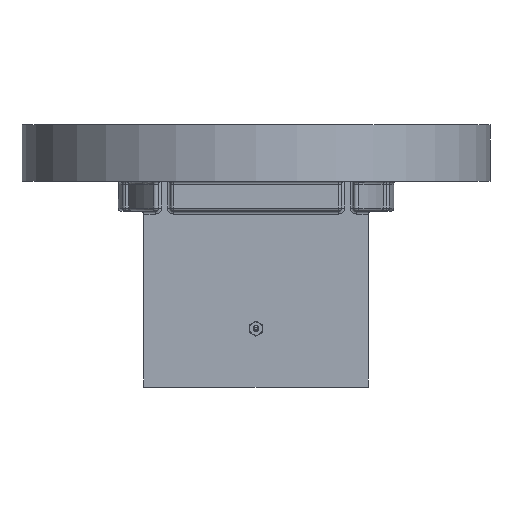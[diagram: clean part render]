
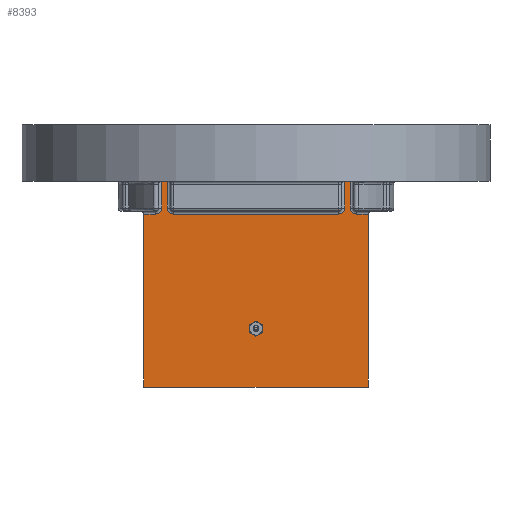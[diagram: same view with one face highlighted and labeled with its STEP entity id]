
A CAD part, front view. The second image highlights one B-rep face of the part: STEP entity #8393.
In plain terms, the highlighted planar face has unit normal (0, -1, 0).
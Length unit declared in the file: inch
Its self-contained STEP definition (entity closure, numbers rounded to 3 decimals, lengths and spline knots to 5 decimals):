
#169 = DIRECTION ( 'NONE',  ( 0., -1., 0. ) ) ;
#217 = ORIENTED_EDGE ( 'NONE', *, *, #3999, .F. ) ;
#280 = CARTESIAN_POINT ( 'NONE',  ( 0.651, -0.376, -0.375 ) ) ;
#389 = DIRECTION ( 'NONE',  ( 0., 0., -1. ) ) ;
#399 = DIRECTION ( 'NONE',  ( 0., -1., 0. ) ) ;
#432 = DIRECTION ( 'NONE',  ( 1., 0., 0. ) ) ;
#527 = VECTOR ( 'NONE', #2970, 39.37008 ) ;
#563 = CARTESIAN_POINT ( 'NONE',  ( -0.591, -0.376, -1.75 ) ) ;
#576 = ORIENTED_EDGE ( 'NONE', *, *, #5914, .T. ) ;
#610 = CARTESIAN_POINT ( 'NONE',  ( -0.631, -0.376, -1.75 ) ) ;
#645 = LINE ( 'NONE', #5426, #1226 ) ;
#912 = VECTOR ( 'NONE', #3609, 39.37008 ) ;
#947 = AXIS2_PLACEMENT_3D ( 'NONE', #1880, #3914, #389 ) ;
#987 = LINE ( 'NONE', #6493, #5372 ) ;
#1069 = EDGE_CURVE ( 'NONE', #1330, #5813, #4883, .T. ) ;
#1088 = CARTESIAN_POINT ( 'NONE',  ( 0.751, -0.376, -1.75 ) ) ;
#1202 = AXIS2_PLACEMENT_3D ( 'NONE', #7826, #8458, #5075 ) ;
#1226 = VECTOR ( 'NONE', #4038, 39.37008 ) ;
#1330 = VERTEX_POINT ( 'NONE', #1088 ) ;
#1334 = EDGE_CURVE ( 'NONE', #2268, #2957, #3319, .T. ) ;
#1341 = ORIENTED_EDGE ( 'NONE', *, *, #4751, .T. ) ;
#1346 = EDGE_CURVE ( 'NONE', #8084, #2289, #5702, .T. ) ;
#1464 = PLANE ( 'NONE',  #1646 ) ;
#1513 = DIRECTION ( 'NONE',  ( 0., -1., 0. ) ) ;
#1529 = CARTESIAN_POINT ( 'NONE',  ( 0.751, -0.376, -1.75 ) ) ;
#1531 = ORIENTED_EDGE ( 'NONE', *, *, #3457, .T. ) ;
#1543 = CARTESIAN_POINT ( 'NONE',  ( 0.671, -0.376, -0.595 ) ) ;
#1548 = VERTEX_POINT ( 'NONE', #2707 ) ;
#1581 = LINE ( 'NONE', #3705, #3616 ) ;
#1646 = AXIS2_PLACEMENT_3D ( 'NONE', #4113, #1513, #6755 ) ;
#1699 = VERTEX_POINT ( 'NONE', #8494 ) ;
#1732 = LINE ( 'NONE', #2975, #5478 ) ;
#1854 = DIRECTION ( 'NONE',  ( 0., 0., -1. ) ) ;
#1880 = CARTESIAN_POINT ( 'NONE',  ( 0.551, -0.376, -0.555 ) ) ;
#1897 = VERTEX_POINT ( 'NONE', #7501 ) ;
#1906 = CARTESIAN_POINT ( 'NONE',  ( 0.631, -0.376, -1.75 ) ) ;
#1926 = LINE ( 'NONE', #7423, #2095 ) ;
#2095 = VECTOR ( 'NONE', #4621, 39.37008 ) ;
#2141 = ORIENTED_EDGE ( 'NONE', *, *, #4146, .T. ) ;
#2261 = CARTESIAN_POINT ( 'NONE',  ( 0.631, -0.376, -0.555 ) ) ;
#2268 = VERTEX_POINT ( 'NONE', #3802 ) ;
#2289 = VERTEX_POINT ( 'NONE', #5182 ) ;
#2330 = ORIENTED_EDGE ( 'NONE', *, *, #6933, .T. ) ;
#2389 = VERTEX_POINT ( 'NONE', #6738 ) ;
#2408 = ORIENTED_EDGE ( 'NONE', *, *, #6270, .T. ) ;
#2428 = ORIENTED_EDGE ( 'NONE', *, *, #1334, .F. ) ;
#2707 = CARTESIAN_POINT ( 'NONE',  ( -0.751, -0.376, -1.75 ) ) ;
#2788 = CARTESIAN_POINT ( 'NONE',  ( -0.631, -0.376, -0.555 ) ) ;
#2885 = VERTEX_POINT ( 'NONE', #4861 ) ;
#2957 = VERTEX_POINT ( 'NONE', #2788 ) ;
#2970 = DIRECTION ( 'NONE',  ( 1., 0., 0. ) ) ;
#2975 = CARTESIAN_POINT ( 'NONE',  ( -0.751, -0.376, -1.75 ) ) ;
#3074 = ORIENTED_EDGE ( 'NONE', *, *, #4423, .T. ) ;
#3192 = AXIS2_PLACEMENT_3D ( 'NONE', #4407, #399, #5266 ) ;
#3282 = VERTEX_POINT ( 'NONE', #7493 ) ;
#3319 = CIRCLE ( 'NONE', #1202, 0.04 ) ;
#3457 = EDGE_CURVE ( 'NONE', #2885, #2389, #1581, .T. ) ;
#3522 = CARTESIAN_POINT ( 'NONE',  ( 0.591, -0.376, -0.375 ) ) ;
#3609 = DIRECTION ( 'NONE',  ( 0., 0., 1. ) ) ;
#3616 = VECTOR ( 'NONE', #5765, 39.37008 ) ;
#3632 = EDGE_CURVE ( 'NONE', #1897, #2389, #7033, .T. ) ;
#3705 = CARTESIAN_POINT ( 'NONE',  ( -0.571, -0.376, -0.595 ) ) ;
#3802 = CARTESIAN_POINT ( 'NONE',  ( -0.671, -0.376, -0.595 ) ) ;
#3914 = DIRECTION ( 'NONE',  ( 0., -1., 0. ) ) ;
#3939 = DIRECTION ( 'NONE',  ( 0., 0., 1. ) ) ;
#3999 = EDGE_CURVE ( 'NONE', #2885, #7617, #4748, .T. ) ;
#4038 = DIRECTION ( 'NONE',  ( 1., 0., 0. ) ) ;
#4113 = CARTESIAN_POINT ( 'NONE',  ( -0.751, -0.376, -1.75 ) ) ;
#4146 = EDGE_CURVE ( 'NONE', #1548, #1330, #645, .T. ) ;
#4183 = ORIENTED_EDGE ( 'NONE', *, *, #5298, .F. ) ;
#4231 = CARTESIAN_POINT ( 'NONE',  ( 0.671, -0.376, -0.555 ) ) ;
#4265 = EDGE_CURVE ( 'NONE', #4612, #3282, #5779, .T. ) ;
#4315 = VERTEX_POINT ( 'NONE', #2261 ) ;
#4407 = CARTESIAN_POINT ( 'NONE',  ( -0.551, -0.376, -0.555 ) ) ;
#4423 = EDGE_CURVE ( 'NONE', #4315, #3282, #8079, .T. ) ;
#4612 = VERTEX_POINT ( 'NONE', #3522 ) ;
#4621 = DIRECTION ( 'NONE',  ( 0., 0., -1. ) ) ;
#4748 = CIRCLE ( 'NONE', #947, 0.04 ) ;
#4751 = EDGE_CURVE ( 'NONE', #1897, #2289, #8003, .T. ) ;
#4795 = VECTOR ( 'NONE', #1854, 39.37008 ) ;
#4861 = CARTESIAN_POINT ( 'NONE',  ( 0.551, -0.376, -0.595 ) ) ;
#4883 = LINE ( 'NONE', #1529, #912 ) ;
#4920 = DIRECTION ( 'NONE',  ( 0., 0., 1. ) ) ;
#5053 = VECTOR ( 'NONE', #7421, 39.37008 ) ;
#5075 = DIRECTION ( 'NONE',  ( 0., 0., -1. ) ) ;
#5182 = CARTESIAN_POINT ( 'NONE',  ( -0.591, -0.376, -0.375 ) ) ;
#5212 = CARTESIAN_POINT ( 'NONE',  ( 0.751, -0.376, -0.595 ) ) ;
#5266 = DIRECTION ( 'NONE',  ( 0., 0., -1. ) ) ;
#5298 = EDGE_CURVE ( 'NONE', #4315, #6559, #7210, .T. ) ;
#5372 = VECTOR ( 'NONE', #5822, 39.37008 ) ;
#5426 = CARTESIAN_POINT ( 'NONE',  ( -0.751, -0.376, -1.75 ) ) ;
#5478 = VECTOR ( 'NONE', #4920, 39.37008 ) ;
#5619 = VECTOR ( 'NONE', #3939, 39.37008 ) ;
#5659 = LINE ( 'NONE', #6378, #7773 ) ;
#5702 = LINE ( 'NONE', #5797, #8429 ) ;
#5765 = DIRECTION ( 'NONE',  ( -1., 0., 0. ) ) ;
#5779 = LINE ( 'NONE', #280, #527 ) ;
#5797 = CARTESIAN_POINT ( 'NONE',  ( -0.651, -0.376, -0.375 ) ) ;
#5813 = VERTEX_POINT ( 'NONE', #5212 ) ;
#5822 = DIRECTION ( 'NONE',  ( -1., 0., 0. ) ) ;
#5837 = EDGE_LOOP ( 'NONE', ( #4183, #3074, #7173, #576, #217, #1531, #6144, #1341, #7004, #7632, #2428, #2330, #8129, #2141, #7050, #2408 ) ) ;
#5914 = EDGE_CURVE ( 'NONE', #4612, #7617, #1926, .T. ) ;
#6099 = FACE_OUTER_BOUND ( 'NONE', #5837, .T. ) ;
#6144 = ORIENTED_EDGE ( 'NONE', *, *, #3632, .F. ) ;
#6270 = EDGE_CURVE ( 'NONE', #5813, #6559, #987, .T. ) ;
#6378 = CARTESIAN_POINT ( 'NONE',  ( -0.751, -0.376, -0.595 ) ) ;
#6493 = CARTESIAN_POINT ( 'NONE',  ( 0.651, -0.376, -0.595 ) ) ;
#6559 = VERTEX_POINT ( 'NONE', #1543 ) ;
#6738 = CARTESIAN_POINT ( 'NONE',  ( -0.551, -0.376, -0.595 ) ) ;
#6755 = DIRECTION ( 'NONE',  ( 0., 0., -1. ) ) ;
#6933 = EDGE_CURVE ( 'NONE', #2268, #1699, #5659, .T. ) ;
#6965 = DIRECTION ( 'NONE',  ( 0., 0., -1. ) ) ;
#6992 = DIRECTION ( 'NONE',  ( -1., 0., 0. ) ) ;
#7004 = ORIENTED_EDGE ( 'NONE', *, *, #1346, .F. ) ;
#7033 = CIRCLE ( 'NONE', #3192, 0.04 ) ;
#7050 = ORIENTED_EDGE ( 'NONE', *, *, #1069, .T. ) ;
#7173 = ORIENTED_EDGE ( 'NONE', *, *, #4265, .F. ) ;
#7210 = CIRCLE ( 'NONE', #8322, 0.04 ) ;
#7320 = LINE ( 'NONE', #610, #4795 ) ;
#7421 = DIRECTION ( 'NONE',  ( 0., 0., 1. ) ) ;
#7423 = CARTESIAN_POINT ( 'NONE',  ( 0.591, -0.376, -1.75 ) ) ;
#7493 = CARTESIAN_POINT ( 'NONE',  ( 0.631, -0.376, -0.375 ) ) ;
#7501 = CARTESIAN_POINT ( 'NONE',  ( -0.591, -0.376, -0.555 ) ) ;
#7617 = VERTEX_POINT ( 'NONE', #8701 ) ;
#7632 = ORIENTED_EDGE ( 'NONE', *, *, #8081, .T. ) ;
#7773 = VECTOR ( 'NONE', #6992, 39.37008 ) ;
#7826 = CARTESIAN_POINT ( 'NONE',  ( -0.671, -0.376, -0.555 ) ) ;
#8003 = LINE ( 'NONE', #563, #5053 ) ;
#8079 = LINE ( 'NONE', #1906, #5619 ) ;
#8081 = EDGE_CURVE ( 'NONE', #8084, #2957, #7320, .T. ) ;
#8084 = VERTEX_POINT ( 'NONE', #8736 ) ;
#8129 = ORIENTED_EDGE ( 'NONE', *, *, #8574, .F. ) ;
#8322 = AXIS2_PLACEMENT_3D ( 'NONE', #4231, #169, #6965 ) ;
#8393 = ADVANCED_FACE ( 'NONE', ( #6099 ), #1464, .T. ) ;
#8429 = VECTOR ( 'NONE', #432, 39.37008 ) ;
#8458 = DIRECTION ( 'NONE',  ( 0., -1., 0. ) ) ;
#8494 = CARTESIAN_POINT ( 'NONE',  ( -0.751, -0.376, -0.595 ) ) ;
#8574 = EDGE_CURVE ( 'NONE', #1548, #1699, #1732, .T. ) ;
#8701 = CARTESIAN_POINT ( 'NONE',  ( 0.591, -0.376, -0.555 ) ) ;
#8736 = CARTESIAN_POINT ( 'NONE',  ( -0.631, -0.376, -0.375 ) ) ;
